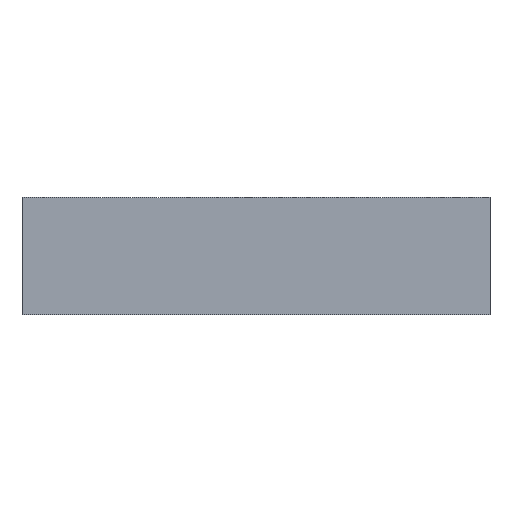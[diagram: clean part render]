
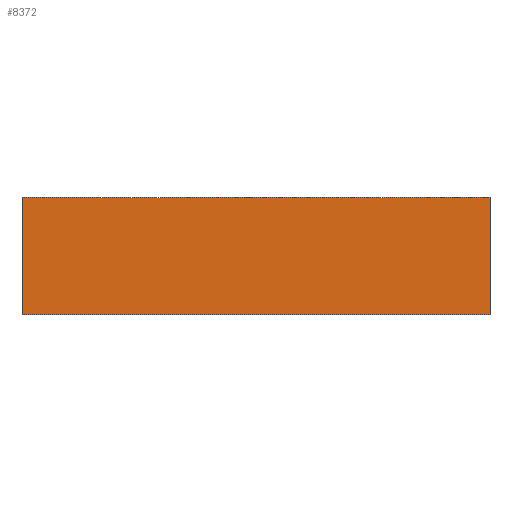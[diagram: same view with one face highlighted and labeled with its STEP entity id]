
A CAD part, left-side view. The second image highlights one B-rep face of the part: STEP entity #8372.
In plain terms, the highlighted planar face has unit normal (-1, 0, 0).
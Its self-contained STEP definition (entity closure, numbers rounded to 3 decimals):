
#545=PLANE('',#8845);
#970=FACE_OUTER_BOUND('',#1444,.T.);
#1444=EDGE_LOOP('',(#7443,#7444,#7445,#7446));
#1847=LINE('',#12895,#2657);
#2281=LINE('',#14222,#3091);
#2282=LINE('',#14224,#3092);
#2283=LINE('',#14225,#3093);
#2657=VECTOR('',#9427,10.);
#3091=VECTOR('',#10563,10.);
#3092=VECTOR('',#10564,10.);
#3093=VECTOR('',#10565,10.);
#3665=VERTEX_POINT('',#12888);
#3668=VERTEX_POINT('',#12893);
#4082=VERTEX_POINT('',#14221);
#4083=VERTEX_POINT('',#14223);
#4638=EDGE_CURVE('',#3665,#3668,#1847,.T.);
#5222=EDGE_CURVE('',#4082,#3665,#2281,.T.);
#5223=EDGE_CURVE('',#4083,#3668,#2282,.T.);
#5224=EDGE_CURVE('',#4082,#4083,#2283,.T.);
#7443=ORIENTED_EDGE('',*,*,#5222,.T.);
#7444=ORIENTED_EDGE('',*,*,#4638,.T.);
#7445=ORIENTED_EDGE('',*,*,#5223,.F.);
#7446=ORIENTED_EDGE('',*,*,#5224,.F.);
#8372=ADVANCED_FACE('',(#970),#545,.T.);
#8845=AXIS2_PLACEMENT_3D('',#14220,#10561,#10562);
#9427=DIRECTION('',(0.,0.,1.));
#10561=DIRECTION('center_axis',(-1.,0.,0.));
#10562=DIRECTION('ref_axis',(0.,-1.,0.));
#10563=DIRECTION('',(0.,-1.,0.));
#10564=DIRECTION('',(0.,-1.,0.));
#10565=DIRECTION('',(0.,0.,1.));
#12888=CARTESIAN_POINT('',(0.,0.,0.));
#12893=CARTESIAN_POINT('',(0.,0.,38.1));
#12895=CARTESIAN_POINT('',(0.,0.,0.));
#14220=CARTESIAN_POINT('Origin',(0.,152.4,0.));
#14221=CARTESIAN_POINT('',(0.,152.4,0.));
#14222=CARTESIAN_POINT('',(0.,152.4,0.));
#14223=CARTESIAN_POINT('',(0.,152.4,38.1));
#14224=CARTESIAN_POINT('',(0.,152.4,38.1));
#14225=CARTESIAN_POINT('',(0.,152.4,0.));
